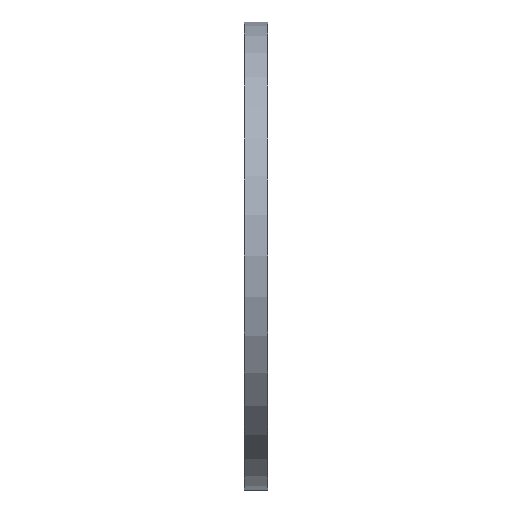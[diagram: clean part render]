
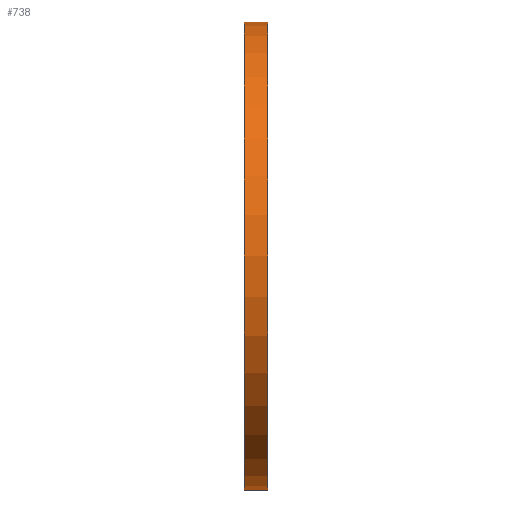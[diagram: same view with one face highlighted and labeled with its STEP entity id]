
A CAD part, left-side view. The second image highlights one B-rep face of the part: STEP entity #738.
In plain terms, the highlighted cylindrical face has radius 100 mm (diameter 200 mm), a partial arc.
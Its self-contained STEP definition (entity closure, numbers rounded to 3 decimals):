
#27 = DIRECTION ( 'NONE',  ( 0., 0., 1. ) ) ;
#37 = DIRECTION ( 'NONE',  ( 0., 0., 1. ) ) ;
#43 = DIRECTION ( 'NONE',  ( 0., 0., -1. ) ) ;
#78 = VERTEX_POINT ( 'NONE', #202 ) ;
#113 = ORIENTED_EDGE ( 'NONE', *, *, #156, .F. ) ;
#153 = LINE ( 'NONE', #541, #397 ) ;
#156 = EDGE_CURVE ( 'NONE', #378, #731, #348, .T. ) ;
#158 = ORIENTED_EDGE ( 'NONE', *, *, #619, .T. ) ;
#170 = CARTESIAN_POINT ( 'NONE',  ( 0., 10., -100. ) ) ;
#180 = CARTESIAN_POINT ( 'NONE',  ( 0., 10., 0. ) ) ;
#202 = CARTESIAN_POINT ( 'NONE',  ( 0., 0., -100. ) ) ;
#207 = AXIS2_PLACEMENT_3D ( 'NONE', #180, #833, #43 ) ;
#233 = DIRECTION ( 'NONE',  ( 0., 1., 0. ) ) ;
#250 = DIRECTION ( 'NONE',  ( 0., -1., 0. ) ) ;
#261 = CARTESIAN_POINT ( 'NONE',  ( 0., 10., -100. ) ) ;
#278 = CIRCLE ( 'NONE', #754, 100. ) ;
#301 = EDGE_CURVE ( 'NONE', #731, #405, #153, .T. ) ;
#316 = VECTOR ( 'NONE', #250, 1000. ) ;
#318 = CYLINDRICAL_SURFACE ( 'NONE', #207, 100. ) ;
#342 = ORIENTED_EDGE ( 'NONE', *, *, #301, .F. ) ;
#348 = CIRCLE ( 'NONE', #785, 100. ) ;
#353 = DIRECTION ( 'NONE',  ( 0., 1., 0. ) ) ;
#378 = VERTEX_POINT ( 'NONE', #261 ) ;
#397 = VECTOR ( 'NONE', #453, 1000. ) ;
#405 = VERTEX_POINT ( 'NONE', #773 ) ;
#436 = CARTESIAN_POINT ( 'NONE',  ( 0., 10., 100. ) ) ;
#453 = DIRECTION ( 'NONE',  ( 0., -1., 0. ) ) ;
#483 = ORIENTED_EDGE ( 'NONE', *, *, #831, .T. ) ;
#526 = EDGE_LOOP ( 'NONE', ( #342, #113, #483, #158 ) ) ;
#541 = CARTESIAN_POINT ( 'NONE',  ( 0., 10., 100. ) ) ;
#544 = CARTESIAN_POINT ( 'NONE',  ( 0., 10., 0. ) ) ;
#619 = EDGE_CURVE ( 'NONE', #78, #405, #278, .T. ) ;
#633 = FACE_OUTER_BOUND ( 'NONE', #526, .T. ) ;
#731 = VERTEX_POINT ( 'NONE', #436 ) ;
#738 = ADVANCED_FACE ( 'NONE', ( #633 ), #318, .T. ) ;
#754 = AXIS2_PLACEMENT_3D ( 'NONE', #804, #233, #37 ) ;
#773 = CARTESIAN_POINT ( 'NONE',  ( 0., 0., 100. ) ) ;
#785 = AXIS2_PLACEMENT_3D ( 'NONE', #544, #353, #27 ) ;
#804 = CARTESIAN_POINT ( 'NONE',  ( 0., 0., 0. ) ) ;
#822 = LINE ( 'NONE', #170, #316 ) ;
#831 = EDGE_CURVE ( 'NONE', #378, #78, #822, .T. ) ;
#833 = DIRECTION ( 'NONE',  ( 0., -1., 0. ) ) ;
